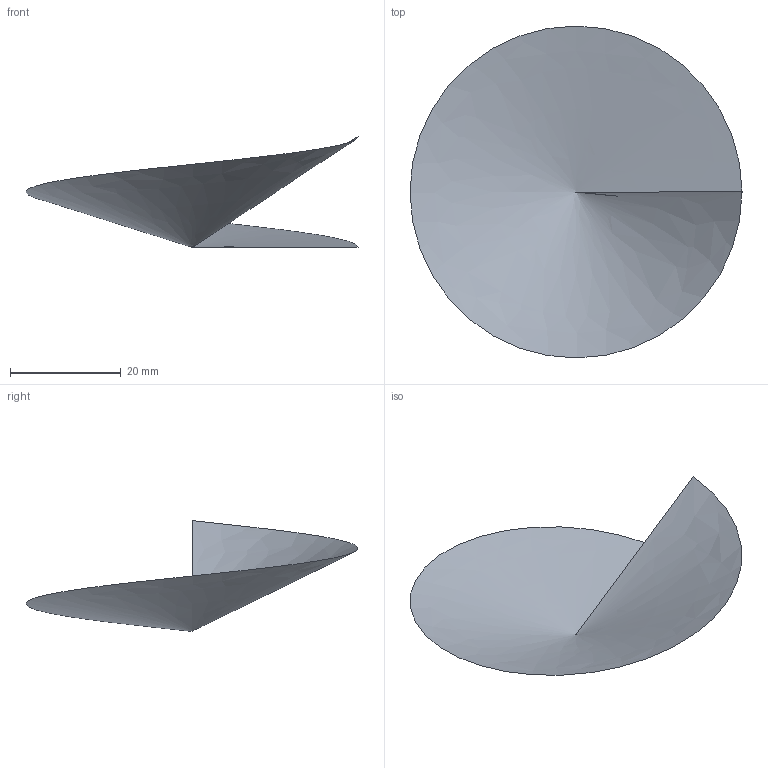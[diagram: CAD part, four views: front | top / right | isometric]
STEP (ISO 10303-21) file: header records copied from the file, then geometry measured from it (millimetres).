
FILE_DESCRIPTION(/* description */ ('Schraubenversetztung'),/* implementation_level */ '2;1');
FILE_NAME(/* name */ 'Fläche für Schraubenversetzung',/* time_stamp */ '2024-01-30T11:21:36+01:00',/* author */ ('Markus Gras'),/* organization */ ('Unitec Informationssysteme GmbH'),/* preprocessor_version */ 'ST-DEVELOPER v19.4',/* originating_system */ 'Solid Edge',/* authorisation */ 'Unknown');
FILE_SCHEMA (('AUTOMOTIVE_DESIGN {1 0 10303 214 3 1 1}'));
Length unit declared in the file: millimetre
Products named in the file (1): Fläche für Schraubenversetzung
Bounding box: 60 x 60 x 20 mm (x, y, z)
Surface area: 3039.6 mm2 (no closed solid volume)
Topology: 0 solids, 1 shells, 1 faces, 5 edges, 5 vertices
Faces by surface type: bspline 1
Entity records: 568 total; most frequent: CARTESIAN_POINT 504, DIRECTION 4, ORIENTED_EDGE 3, EDGE_CURVE 3, VERTEX_POINT 3, PROPERTY_DEFINITION_REPRESENTATION 2, REPRESENTATION 2, PROPERTY_DEFINITION 2
